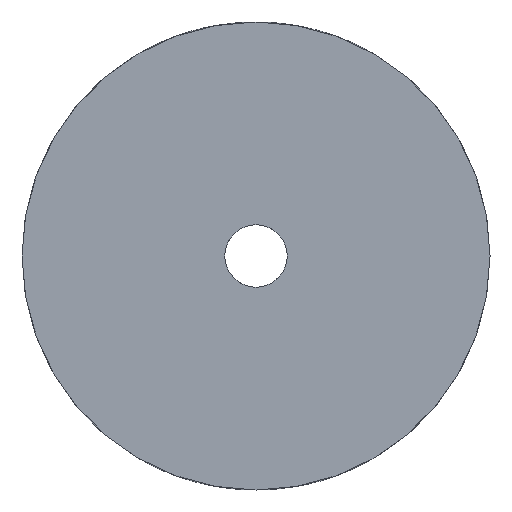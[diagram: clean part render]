
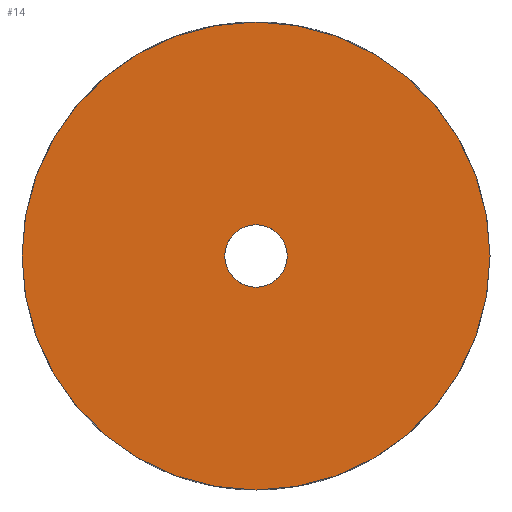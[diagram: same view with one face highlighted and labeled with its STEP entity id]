
A CAD part, front view. The second image highlights one B-rep face of the part: STEP entity #14.
In plain terms, the highlighted planar face has unit normal (0, -1, 0).
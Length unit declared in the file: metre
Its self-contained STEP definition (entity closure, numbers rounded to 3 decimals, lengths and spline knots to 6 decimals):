
#3 = ORIENTED_EDGE ( 'NONE', *, *, #181, .F. ) ;
#4 = DIRECTION ( 'NONE',  ( 0., 1., 0. ) ) ;
#14 = ADVANCED_FACE ( 'NONE', ( #359, #56 ), #343, .F. ) ;
#39 = VERTEX_POINT ( 'NONE', #120 ) ;
#42 = DIRECTION ( 'NONE',  ( 0., 1., 0. ) ) ;
#47 = EDGE_LOOP ( 'NONE', ( #519, #3 ) ) ;
#52 = DIRECTION ( 'NONE',  ( 0., 0., 1. ) ) ;
#56 = FACE_OUTER_BOUND ( 'NONE', #47, .T. ) ;
#72 = CARTESIAN_POINT ( 'NONE',  ( 0., 0., 0. ) ) ;
#75 = EDGE_CURVE ( 'NONE', #267, #336, #352, .T. ) ;
#83 = DIRECTION ( 'NONE',  ( 0., 1., 0. ) ) ;
#120 = CARTESIAN_POINT ( 'NONE',  ( 0., 0., -0.15 ) ) ;
#121 = ORIENTED_EDGE ( 'NONE', *, *, #554, .T. ) ;
#124 = CARTESIAN_POINT ( 'NONE',  ( 0., 0., 0.15 ) ) ;
#130 = VERTEX_POINT ( 'NONE', #124 ) ;
#142 = AXIS2_PLACEMENT_3D ( 'NONE', #455, #42, #536 ) ;
#154 = DIRECTION ( 'NONE',  ( 0., 0., 1. ) ) ;
#156 = DIRECTION ( 'NONE',  ( 0., 1., 0. ) ) ;
#181 = EDGE_CURVE ( 'NONE', #130, #39, #582, .T. ) ;
#217 = AXIS2_PLACEMENT_3D ( 'NONE', #340, #156, #154 ) ;
#225 = CARTESIAN_POINT ( 'NONE',  ( 0., 0., 0. ) ) ;
#230 = CARTESIAN_POINT ( 'NONE',  ( 0., 0., 0.02 ) ) ;
#239 = AXIS2_PLACEMENT_3D ( 'NONE', #464, #4, #52 ) ;
#267 = VERTEX_POINT ( 'NONE', #230 ) ;
#311 = ORIENTED_EDGE ( 'NONE', *, *, #75, .T. ) ;
#336 = VERTEX_POINT ( 'NONE', #585 ) ;
#340 = CARTESIAN_POINT ( 'NONE',  ( 0., 0., 0. ) ) ;
#343 = PLANE ( 'NONE',  #385 ) ;
#346 = DIRECTION ( 'NONE',  ( 0., 0., 1. ) ) ;
#352 = CIRCLE ( 'NONE', #552, 0.02 ) ;
#359 = FACE_BOUND ( 'NONE', #376, .T. ) ;
#376 = EDGE_LOOP ( 'NONE', ( #311, #121 ) ) ;
#380 = CIRCLE ( 'NONE', #217, 0.02 ) ;
#385 = AXIS2_PLACEMENT_3D ( 'NONE', #72, #389, #346 ) ;
#389 = DIRECTION ( 'NONE',  ( 0., 1., 0. ) ) ;
#406 = CIRCLE ( 'NONE', #239, 0.15 ) ;
#455 = CARTESIAN_POINT ( 'NONE',  ( 0., 0., 0. ) ) ;
#464 = CARTESIAN_POINT ( 'NONE',  ( 0., 0., 0. ) ) ;
#487 = EDGE_CURVE ( 'NONE', #39, #130, #406, .T. ) ;
#519 = ORIENTED_EDGE ( 'NONE', *, *, #487, .F. ) ;
#535 = DIRECTION ( 'NONE',  ( 0., 0., 1. ) ) ;
#536 = DIRECTION ( 'NONE',  ( 0., 0., 1. ) ) ;
#552 = AXIS2_PLACEMENT_3D ( 'NONE', #225, #83, #535 ) ;
#554 = EDGE_CURVE ( 'NONE', #336, #267, #380, .T. ) ;
#582 = CIRCLE ( 'NONE', #142, 0.15 ) ;
#585 = CARTESIAN_POINT ( 'NONE',  ( 0., 0., -0.02 ) ) ;
